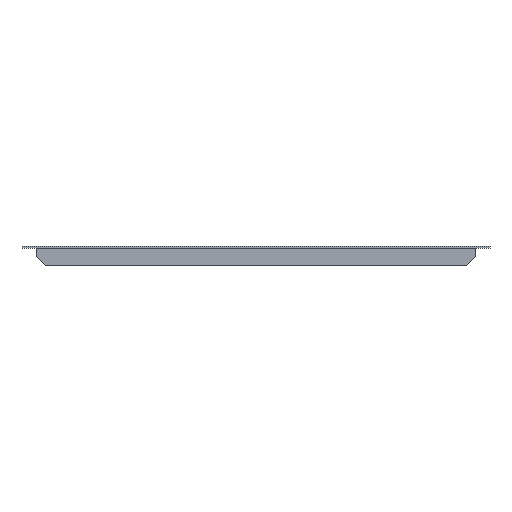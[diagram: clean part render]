
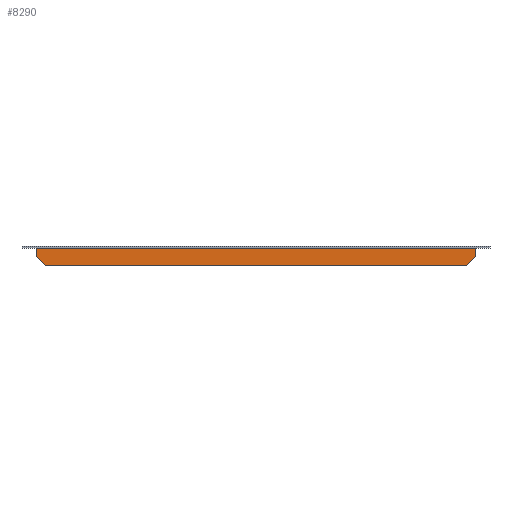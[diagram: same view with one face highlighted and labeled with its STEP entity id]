
A CAD part, front view. The second image highlights one B-rep face of the part: STEP entity #8290.
In plain terms, the highlighted planar face has unit normal (0, -1, 0).
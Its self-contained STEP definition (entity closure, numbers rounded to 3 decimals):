
#211 = LINE ( 'NONE', #7197, #5299 ) ;
#1435 = ORIENTED_EDGE ( 'NONE', *, *, #18786, .T. ) ;
#1477 = EDGE_CURVE ( 'NONE', #9634, #8908, #12378, .T. ) ;
#1541 = CARTESIAN_POINT ( 'NONE',  ( 188., -42., -15. ) ) ;
#1673 = LINE ( 'NONE', #15657, #15807 ) ;
#2181 = EDGE_CURVE ( 'NONE', #20034, #6385, #12188, .T. ) ;
#2187 = CARTESIAN_POINT ( 'NONE',  ( -188., -42., 0. ) ) ;
#2572 = VECTOR ( 'NONE', #10477, 1000. ) ;
#3005 = EDGE_LOOP ( 'NONE', ( #20655, #17609, #21500, #1435, #22392, #12320 ) ) ;
#4131 = VECTOR ( 'NONE', #5123, 1000. ) ;
#5123 = DIRECTION ( 'NONE',  ( -1., 0., 0. ) ) ;
#5299 = VECTOR ( 'NONE', #13852, 1000. ) ;
#6385 = VERTEX_POINT ( 'NONE', #12693 ) ;
#6656 = CARTESIAN_POINT ( 'NONE',  ( -188., -42., -7. ) ) ;
#6701 = EDGE_CURVE ( 'NONE', #6385, #8908, #1673, .T. ) ;
#7136 = VECTOR ( 'NONE', #19139, 1000. ) ;
#7197 = CARTESIAN_POINT ( 'NONE',  ( 184., -42., -11. ) ) ;
#8191 = LINE ( 'NONE', #22183, #12495 ) ;
#8290 = ADVANCED_FACE ( 'NONE', ( #14038 ), #12079, .F. ) ;
#8558 = CARTESIAN_POINT ( 'NONE',  ( -180., -42., -15. ) ) ;
#8908 = VERTEX_POINT ( 'NONE', #2187 ) ;
#9634 = VERTEX_POINT ( 'NONE', #6656 ) ;
#10477 = DIRECTION ( 'NONE',  ( 0., 0., 1. ) ) ;
#10658 = CARTESIAN_POINT ( 'NONE',  ( -188., -42., -15. ) ) ;
#12079 = PLANE ( 'NONE',  #12728 ) ;
#12188 = LINE ( 'NONE', #19179, #2572 ) ;
#12320 = ORIENTED_EDGE ( 'NONE', *, *, #6701, .T. ) ;
#12378 = LINE ( 'NONE', #10658, #7136 ) ;
#12495 = VECTOR ( 'NONE', #22411, 1000. ) ;
#12693 = CARTESIAN_POINT ( 'NONE',  ( 188., -42., 0. ) ) ;
#12728 = AXIS2_PLACEMENT_3D ( 'NONE', #1541, #17693, #17571 ) ;
#13401 = EDGE_CURVE ( 'NONE', #9634, #19166, #8191, .T. ) ;
#13852 = DIRECTION ( 'NONE',  ( 0.707, 0., 0.707 ) ) ;
#14038 = FACE_OUTER_BOUND ( 'NONE', #3005, .T. ) ;
#15433 = DIRECTION ( 'NONE',  ( -1., 0., 0. ) ) ;
#15657 = CARTESIAN_POINT ( 'NONE',  ( 188., -42., 0. ) ) ;
#15802 = CARTESIAN_POINT ( 'NONE',  ( 188., -42., -7. ) ) ;
#15807 = VECTOR ( 'NONE', #15433, 1000. ) ;
#17048 = EDGE_CURVE ( 'NONE', #21144, #19166, #22446, .T. ) ;
#17571 = DIRECTION ( 'NONE',  ( 0., 0., 1. ) ) ;
#17609 = ORIENTED_EDGE ( 'NONE', *, *, #13401, .T. ) ;
#17693 = DIRECTION ( 'NONE',  ( 0., 1., 0. ) ) ;
#18577 = CARTESIAN_POINT ( 'NONE',  ( 180., -42., -15. ) ) ;
#18786 = EDGE_CURVE ( 'NONE', #21144, #20034, #211, .T. ) ;
#18991 = CARTESIAN_POINT ( 'NONE',  ( 188., -42., -15. ) ) ;
#19139 = DIRECTION ( 'NONE',  ( 0., 0., 1. ) ) ;
#19166 = VERTEX_POINT ( 'NONE', #8558 ) ;
#19179 = CARTESIAN_POINT ( 'NONE',  ( 188., -42., -15. ) ) ;
#20034 = VERTEX_POINT ( 'NONE', #15802 ) ;
#20655 = ORIENTED_EDGE ( 'NONE', *, *, #1477, .F. ) ;
#21144 = VERTEX_POINT ( 'NONE', #18577 ) ;
#21500 = ORIENTED_EDGE ( 'NONE', *, *, #17048, .F. ) ;
#22183 = CARTESIAN_POINT ( 'NONE',  ( 4., -42., -199. ) ) ;
#22392 = ORIENTED_EDGE ( 'NONE', *, *, #2181, .T. ) ;
#22411 = DIRECTION ( 'NONE',  ( 0.707, 0., -0.707 ) ) ;
#22446 = LINE ( 'NONE', #18991, #4131 ) ;
